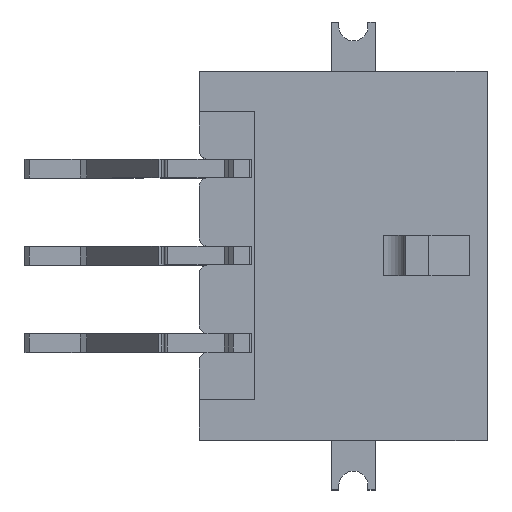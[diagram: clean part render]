
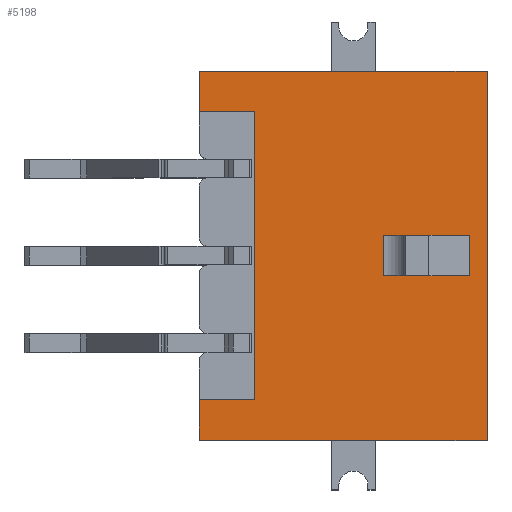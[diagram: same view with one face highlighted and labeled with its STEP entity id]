
A CAD part, top view. The second image highlights one B-rep face of the part: STEP entity #5198.
In plain terms, the highlighted face is planar.
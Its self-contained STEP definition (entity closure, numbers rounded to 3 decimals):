
#653=ORIENTED_EDGE('',*,*,#2032,.F.);
#654=ORIENTED_EDGE('',*,*,#2033,.T.);
#655=ORIENTED_EDGE('',*,*,#2034,.T.);
#656=ORIENTED_EDGE('',*,*,#2035,.T.);
#657=ORIENTED_EDGE('',*,*,#2036,.F.);
#658=ORIENTED_EDGE('',*,*,#2000,.F.);
#659=ORIENTED_EDGE('',*,*,#2024,.T.);
#660=ORIENTED_EDGE('',*,*,#1764,.T.);
#661=ORIENTED_EDGE('',*,*,#2026,.F.);
#662=ORIENTED_EDGE('',*,*,#2008,.F.);
#663=ORIENTED_EDGE('',*,*,#2037,.F.);
#664=ORIENTED_EDGE('',*,*,#2038,.F.);
#1764=EDGE_CURVE('',#2510,#2509,#3022,.T.);
#2000=EDGE_CURVE('',#2682,#2678,#3234,.T.);
#2008=EDGE_CURVE('',#2688,#2689,#3242,.T.);
#2024=EDGE_CURVE('',#2682,#2510,#3258,.T.);
#2026=EDGE_CURVE('',#2689,#2509,#3260,.T.);
#2032=EDGE_CURVE('',#2699,#2700,#3266,.T.);
#2033=EDGE_CURVE('',#2699,#2701,#3267,.F.);
#2034=EDGE_CURVE('',#2701,#2702,#3268,.T.);
#2035=EDGE_CURVE('',#2702,#2700,#3269,.T.);
#2036=EDGE_CURVE('',#2678,#2703,#3270,.T.);
#2037=EDGE_CURVE('',#2704,#2688,#3271,.T.);
#2038=EDGE_CURVE('',#2703,#2704,#3272,.T.);
#2509=VERTEX_POINT('',#7742);
#2510=VERTEX_POINT('',#7744);
#2678=VERTEX_POINT('',#8193);
#2682=VERTEX_POINT('',#8202);
#2688=VERTEX_POINT('',#8218);
#2689=VERTEX_POINT('',#8220);
#2699=VERTEX_POINT('',#8260);
#2700=VERTEX_POINT('',#8261);
#2701=VERTEX_POINT('',#8263);
#2702=VERTEX_POINT('',#8265);
#2703=VERTEX_POINT('',#8268);
#2704=VERTEX_POINT('',#8270);
#3022=LINE('',#7743,#3734);
#3234=LINE('',#8203,#3946);
#3242=LINE('',#8219,#3954);
#3258=LINE('',#8246,#3970);
#3260=LINE('',#8249,#3972);
#3266=LINE('',#8259,#3978);
#3267=LINE('',#8262,#3979);
#3268=LINE('',#8264,#3980);
#3269=LINE('',#8266,#3981);
#3270=LINE('',#8267,#3982);
#3271=LINE('',#8269,#3983);
#3272=LINE('',#8271,#3984);
#3734=VECTOR('',#6300,1000.);
#3946=VECTOR('',#6662,1000.);
#3954=VECTOR('',#6674,1000.);
#3970=VECTOR('',#6694,1000.);
#3972=VECTOR('',#6698,1000.);
#3978=VECTOR('',#6710,1000.);
#3979=VECTOR('',#6711,1000.);
#3980=VECTOR('',#6712,1000.);
#3981=VECTOR('',#6713,1000.);
#3982=VECTOR('',#6714,1000.);
#3983=VECTOR('',#6715,1000.);
#3984=VECTOR('',#6716,1000.);
#4408=EDGE_LOOP('',(#653,#654,#655,#656));
#4409=EDGE_LOOP('',(#657,#658,#659,#660,#661,#662,#663,#664));
#4688=FACE_BOUND('',#4408,.T.);
#4689=FACE_BOUND('',#4409,.T.);
#4946=PLANE('',#5934);
#5198=ADVANCED_FACE('',(#4688,#4689),#4946,.T.);
#5934=AXIS2_PLACEMENT_3D('',#8258,#6708,#6709);
#6300=DIRECTION('',(0.,1.,0.));
#6662=DIRECTION('',(0.,1.,0.));
#6674=DIRECTION('',(0.,1.,0.));
#6694=DIRECTION('',(0.,0.,1.));
#6698=DIRECTION('',(0.,0.,1.));
#6708=DIRECTION('',(-1.,0.,0.));
#6709=DIRECTION('',(0.,0.,1.));
#6710=DIRECTION('',(0.,0.,1.));
#6711=DIRECTION('',(0.,-1.,0.));
#6712=DIRECTION('',(0.,0.,1.));
#6713=DIRECTION('',(0.,-1.,0.));
#6714=DIRECTION('',(0.,0.,1.));
#6715=DIRECTION('',(0.,0.,-1.));
#6716=DIRECTION('',(0.,1.,0.));
#7742=CARTESIAN_POINT('',(-3.43,6.35,4.95));
#7743=CARTESIAN_POINT('',(-3.43,-6.35,4.95));
#7744=CARTESIAN_POINT('',(-3.43,-6.35,4.95));
#8193=CARTESIAN_POINT('',(-3.43,-4.95,-4.95));
#8202=CARTESIAN_POINT('',(-3.43,-6.35,-4.95));
#8203=CARTESIAN_POINT('',(-3.43,-6.35,-4.95));
#8218=CARTESIAN_POINT('',(-3.43,4.95,-4.95));
#8219=CARTESIAN_POINT('',(-3.43,-6.35,-4.95));
#8220=CARTESIAN_POINT('',(-3.43,6.35,-4.95));
#8246=CARTESIAN_POINT('',(-3.43,-6.35,-4.95));
#8249=CARTESIAN_POINT('',(-3.43,6.35,-4.95));
#8258=CARTESIAN_POINT('',(-3.43,-6.35,-4.95));
#8259=CARTESIAN_POINT('',(-3.43,-0.7,2.15));
#8260=CARTESIAN_POINT('',(-3.43,-0.7,1.4));
#8261=CARTESIAN_POINT('',(-3.43,-0.7,4.35));
#8262=CARTESIAN_POINT('',(-3.43,0.7,1.4));
#8263=CARTESIAN_POINT('',(-3.43,0.7,1.4));
#8264=CARTESIAN_POINT('',(-3.43,0.7,2.15));
#8265=CARTESIAN_POINT('',(-3.43,0.7,4.35));
#8266=CARTESIAN_POINT('',(-3.43,0.7,4.35));
#8267=CARTESIAN_POINT('',(-3.43,-4.95,-4.95));
#8268=CARTESIAN_POINT('',(-3.43,-4.95,-3.05));
#8269=CARTESIAN_POINT('',(-3.43,4.95,-3.05));
#8270=CARTESIAN_POINT('',(-3.43,4.95,-3.05));
#8271=CARTESIAN_POINT('',(-3.43,-4.95,-3.05));
